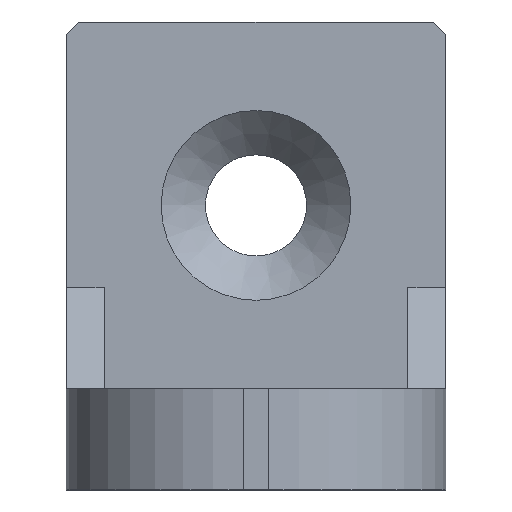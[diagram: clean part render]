
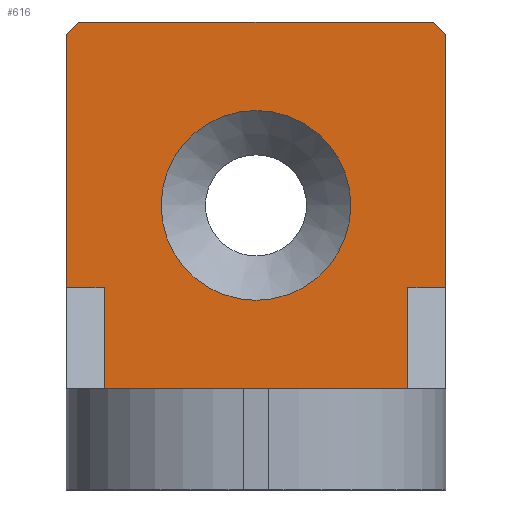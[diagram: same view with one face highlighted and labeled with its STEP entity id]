
A CAD part, front view. The second image highlights one B-rep face of the part: STEP entity #616.
In plain terms, the highlighted planar face has unit normal (0, -1, 0).
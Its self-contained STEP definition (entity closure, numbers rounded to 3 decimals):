
#21 = EDGE_CURVE('',#22,#24,#26,.T.);
#22 = VERTEX_POINT('',#23);
#23 = CARTESIAN_POINT('',(3.742,-8.,16.));
#24 = VERTEX_POINT('',#25);
#25 = CARTESIAN_POINT('',(7.5,-8.,22.5));
#26 = CIRCLE('',#27,7.5);
#27 = AXIS2_PLACEMENT_3D('',#28,#29,#30);
#28 = CARTESIAN_POINT('',(0.,-8.,22.5));
#29 = DIRECTION('',(0.,-1.,0.));
#30 = DIRECTION('',(1.,0.,0.));
#48 = EDGE_CURVE('',#24,#49,#51,.T.);
#49 = VERTEX_POINT('',#50);
#50 = CARTESIAN_POINT('',(-3.742,-8.,16.));
#51 = CIRCLE('',#52,7.5);
#52 = AXIS2_PLACEMENT_3D('',#53,#54,#55);
#53 = CARTESIAN_POINT('',(0.,-8.,22.5));
#54 = DIRECTION('',(0.,-1.,0.));
#55 = DIRECTION('',(1.,0.,0.));
#57 = EDGE_CURVE('',#49,#22,#58,.T.);
#58 = CIRCLE('',#59,7.5);
#59 = AXIS2_PLACEMENT_3D('',#60,#61,#62);
#60 = CARTESIAN_POINT('',(0.,-8.,22.5));
#61 = DIRECTION('',(0.,-1.,0.));
#62 = DIRECTION('',(1.,0.,0.));
#108 = VERTEX_POINT('',#109);
#109 = CARTESIAN_POINT('',(-15.,-8.,36.));
#115 = EDGE_CURVE('',#108,#116,#118,.T.);
#116 = VERTEX_POINT('',#117);
#117 = CARTESIAN_POINT('',(-14.,-8.,37.));
#118 = LINE('',#119,#120);
#119 = CARTESIAN_POINT('',(-22.,-8.,29.));
#120 = VECTOR('',#121,1.);
#121 = DIRECTION('',(0.707,0.,0.707));
#146 = VERTEX_POINT('',#147);
#147 = CARTESIAN_POINT('',(14.,-8.,37.));
#153 = EDGE_CURVE('',#146,#116,#154,.T.);
#154 = LINE('',#155,#156);
#155 = CARTESIAN_POINT('',(-0.5,-8.,37.));
#156 = VECTOR('',#157,1.);
#157 = DIRECTION('',(-1.,0.,0.));
#177 = VERTEX_POINT('',#178);
#178 = CARTESIAN_POINT('',(15.,-8.,36.));
#184 = EDGE_CURVE('',#177,#146,#185,.T.);
#185 = LINE('',#186,#187);
#186 = CARTESIAN_POINT('',(14.,-8.,37.));
#187 = VECTOR('',#188,1.);
#188 = DIRECTION('',(-0.707,0.,0.707)
  );
#208 = EDGE_CURVE('',#209,#177,#211,.T.);
#209 = VERTEX_POINT('',#210);
#210 = CARTESIAN_POINT('',(15.,-8.,16.));
#211 = LINE('',#212,#213);
#212 = CARTESIAN_POINT('',(15.,-8.,4.));
#213 = VECTOR('',#214,1.);
#214 = DIRECTION('',(0.,0.,1.));
#264 = VERTEX_POINT('',#265);
#265 = CARTESIAN_POINT('',(12.,-8.,16.));
#271 = EDGE_CURVE('',#264,#209,#272,.T.);
#272 = LINE('',#273,#274);
#273 = CARTESIAN_POINT('',(12.,-8.,16.));
#274 = VECTOR('',#275,1.);
#275 = DIRECTION('',(1.,0.,0.));
#319 = VERTEX_POINT('',#320);
#320 = CARTESIAN_POINT('',(-15.,-8.,16.));
#326 = EDGE_CURVE('',#108,#319,#327,.T.);
#327 = LINE('',#328,#329);
#328 = CARTESIAN_POINT('',(-15.,-8.,22.5));
#329 = VECTOR('',#330,1.);
#330 = DIRECTION('',(0.,0.,-1.));
#343 = VERTEX_POINT('',#344);
#344 = CARTESIAN_POINT('',(-12.,-8.,16.));
#357 = EDGE_CURVE('',#319,#343,#358,.T.);
#358 = LINE('',#359,#360);
#359 = CARTESIAN_POINT('',(-15.,-8.,16.));
#360 = VECTOR('',#361,1.);
#361 = DIRECTION('',(1.,0.,0.));
#464 = EDGE_CURVE('',#465,#264,#467,.T.);
#465 = VERTEX_POINT('',#466);
#466 = CARTESIAN_POINT('',(12.,-8.,8.));
#467 = LINE('',#468,#469);
#468 = CARTESIAN_POINT('',(12.,-8.,8.));
#469 = VECTOR('',#470,1.);
#470 = DIRECTION('',(0.,0.,1.));
#487 = EDGE_CURVE('',#343,#488,#490,.T.);
#488 = VERTEX_POINT('',#489);
#489 = CARTESIAN_POINT('',(-12.,-8.,8.));
#490 = LINE('',#491,#492);
#491 = CARTESIAN_POINT('',(-12.,-8.,16.));
#492 = VECTOR('',#493,1.);
#493 = DIRECTION('',(0.,0.,-1.));
#616 = ADVANCED_FACE('',(#617,#634),#639,.T.);
#617 = FACE_BOUND('',#618,.T.);
#618 = EDGE_LOOP('',(#619,#620,#621,#622,#623,#629,#630,#631,#632,#633)
  );
#619 = ORIENTED_EDGE('',*,*,#115,.F.);
#620 = ORIENTED_EDGE('',*,*,#326,.T.);
#621 = ORIENTED_EDGE('',*,*,#357,.T.);
#622 = ORIENTED_EDGE('',*,*,#487,.T.);
#623 = ORIENTED_EDGE('',*,*,#624,.T.);
#624 = EDGE_CURVE('',#488,#465,#625,.T.);
#625 = LINE('',#626,#627);
#626 = CARTESIAN_POINT('',(-16.,-8.,8.));
#627 = VECTOR('',#628,1.);
#628 = DIRECTION('',(1.,0.,0.));
#629 = ORIENTED_EDGE('',*,*,#464,.T.);
#630 = ORIENTED_EDGE('',*,*,#271,.T.);
#631 = ORIENTED_EDGE('',*,*,#208,.T.);
#632 = ORIENTED_EDGE('',*,*,#184,.T.);
#633 = ORIENTED_EDGE('',*,*,#153,.T.);
#634 = FACE_BOUND('',#635,.T.);
#635 = EDGE_LOOP('',(#636,#637,#638));
#636 = ORIENTED_EDGE('',*,*,#21,.F.);
#637 = ORIENTED_EDGE('',*,*,#57,.F.);
#638 = ORIENTED_EDGE('',*,*,#48,.F.);
#639 = PLANE('',#640);
#640 = AXIS2_PLACEMENT_3D('',#641,#642,#643);
#641 = CARTESIAN_POINT('',(0.,-8.,22.762));
#642 = DIRECTION('',(0.,-1.,0.));
#643 = DIRECTION('',(0.,0.,1.));
